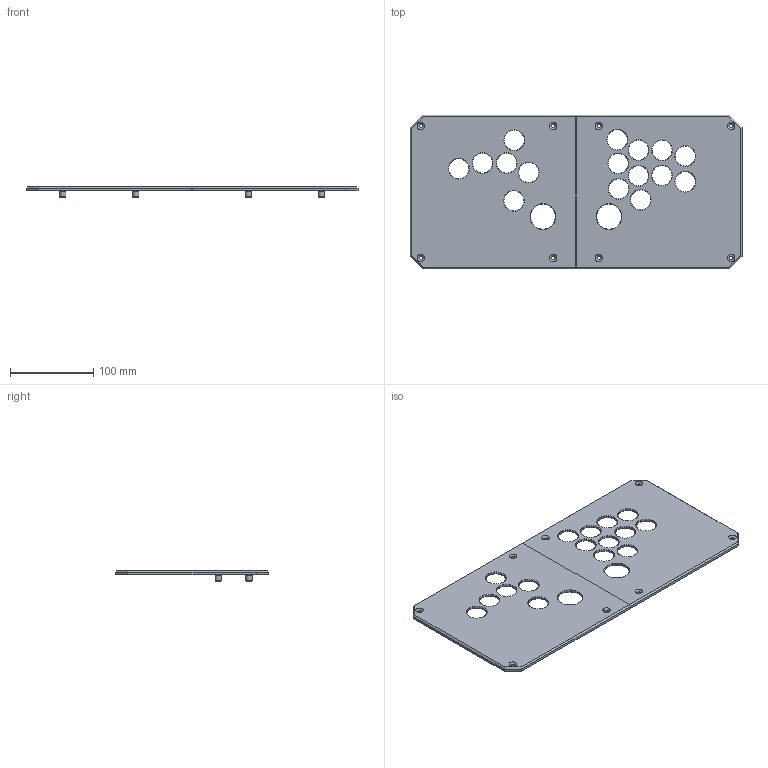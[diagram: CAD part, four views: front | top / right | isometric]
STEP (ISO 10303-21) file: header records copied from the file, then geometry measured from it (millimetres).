
FILE_DESCRIPTION(/* description */ (''),/* implementation_level */ '2;1');
FILE_NAME(/* name */ 'HE 18 button layout top panels.step',/* time_stamp */ '2025-10-29T21:16:03-04:00',/* author */ (''),/* organization */ (''),/* preprocessor_version */ 'ST-DEVELOPER v20.1',/* originating_system */ 'Autodesk Translation Framework v14.17.0.0',/* authorisation */ '');
FILE_SCHEMA (('AUTOMOTIVE_DESIGN { 1 0 10303 214 3 1 1 }'));
Length unit declared in the file: millimetre
Products named in the file (1): Core
Bounding box: 400 x 185 x 13 mm (x, y, z)
Volume: 313956.2 mm3; surface area: 143898.5 mm2
Topology: 2 solids, 2 shells, 217 faces, 500 edges, 308 vertices
Faces by surface type: cone 95, cylinder 71, plane 51
Full cylindrical faces by diameter (mm): 2.8 x8, 4.5 x10, 7.5 x8, 24.05 x16, 30 x1, 30.05 x2, 35 x2
Entity records: 6339 total; most frequent: DIRECTION 1180, CARTESIAN_POINT 1118, ORIENTED_EDGE 1000, EDGE_CURVE 500, AXIS2_PLACEMENT_3D 490, VERTEX_POINT 308, EDGE_LOOP 290, CIRCLE 272
